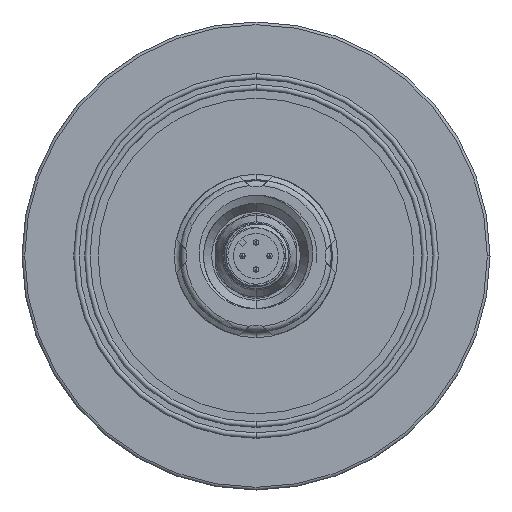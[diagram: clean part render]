
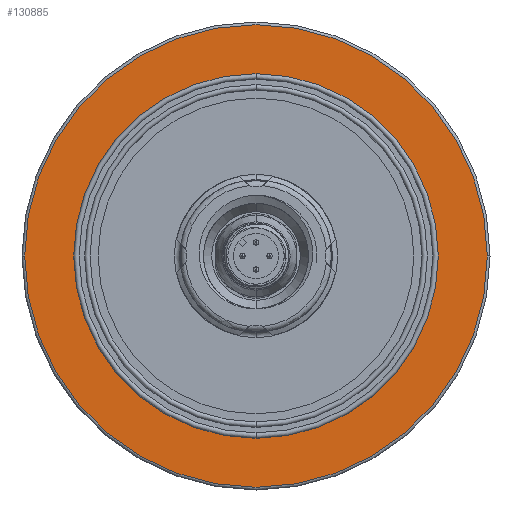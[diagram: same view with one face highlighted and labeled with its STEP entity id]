
A CAD part, front view. The second image highlights one B-rep face of the part: STEP entity #130885.
In plain terms, the highlighted planar face has unit normal (0, -1, 0).
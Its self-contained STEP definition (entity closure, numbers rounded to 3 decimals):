
#123091=CARTESIAN_POINT('',(0.,0.,0.));
#123092=DIRECTION('',(0.,1.,0.));
#123093=DIRECTION('',(-1.,0.,0.));
#123094=AXIS2_PLACEMENT_3D('',#123091,#123092,#123093);
#123096=CARTESIAN_POINT('',(0.,0.,0.));
#123097=DIRECTION('',(0.,1.,0.));
#123098=DIRECTION('',(1.,0.,0.));
#123099=AXIS2_PLACEMENT_3D('',#123096,#123097,#123098);
#123101=CARTESIAN_POINT('',(0.,0.,0.));
#123102=DIRECTION('',(0.,-1.,0.));
#123103=DIRECTION('',(0.,0.,-1.));
#123104=AXIS2_PLACEMENT_3D('',#123101,#123102,#123103);
#123106=CARTESIAN_POINT('',(0.,0.,0.));
#123107=DIRECTION('',(0.,-1.,0.));
#123108=DIRECTION('',(0.,0.,1.));
#123109=AXIS2_PLACEMENT_3D('',#123106,#123107,#123108);
#129519=CARTESIAN_POINT('',(-42.5,0.,0.));
#129520=CARTESIAN_POINT('',(42.5,0.,0.));
#129521=VERTEX_POINT('',#129519);
#129522=VERTEX_POINT('',#129520);
#130364=CARTESIAN_POINT('',(0.,0.,-33.5));
#130365=CARTESIAN_POINT('',(0.,0.,33.5));
#130366=VERTEX_POINT('',#130364);
#130367=VERTEX_POINT('',#130365);
#130870=CARTESIAN_POINT('',(0.,0.,0.));
#130871=DIRECTION('',(0.,1.,0.));
#130872=DIRECTION('',(1.,0.,0.));
#130873=AXIS2_PLACEMENT_3D('',#130870,#130871,#130872);
#130874=PLANE('',#130873);
#130875=ORIENTED_EDGE('',*,*,#130445,.T.);
#130876=ORIENTED_EDGE('',*,*,#130430,.T.);
#130877=EDGE_LOOP('',(#130875,#130876));
#130878=FACE_OUTER_BOUND('',#130877,.F.);
#130880=ORIENTED_EDGE('',*,*,#130879,.T.);
#130882=ORIENTED_EDGE('',*,*,#130881,.T.);
#130883=EDGE_LOOP('',(#130880,#130882));
#130884=FACE_BOUND('',#130883,.F.);
#130885=ADVANCED_FACE('',(#130878,#130884),#130874,.F.);
#123095=CIRCLE('',#123094,42.5);
#123100=CIRCLE('',#123099,42.5);
#123105=CIRCLE('',#123104,33.5);
#123110=CIRCLE('',#123109,33.5);
#130430=EDGE_CURVE('',#129522,#129521,#123100,.T.);
#130445=EDGE_CURVE('',#129521,#129522,#123095,.T.);
#130879=EDGE_CURVE('',#130366,#130367,#123105,.T.);
#130881=EDGE_CURVE('',#130367,#130366,#123110,.T.);
